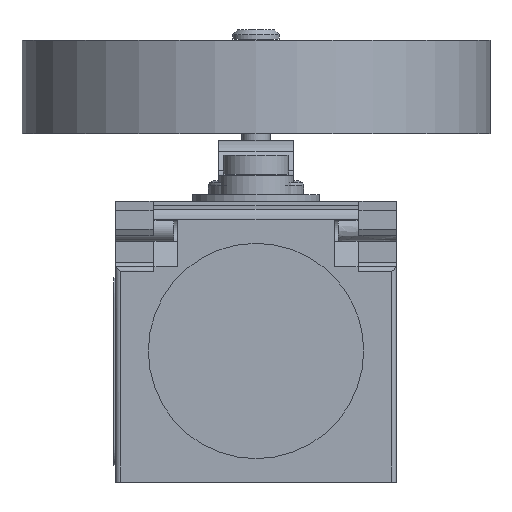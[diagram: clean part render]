
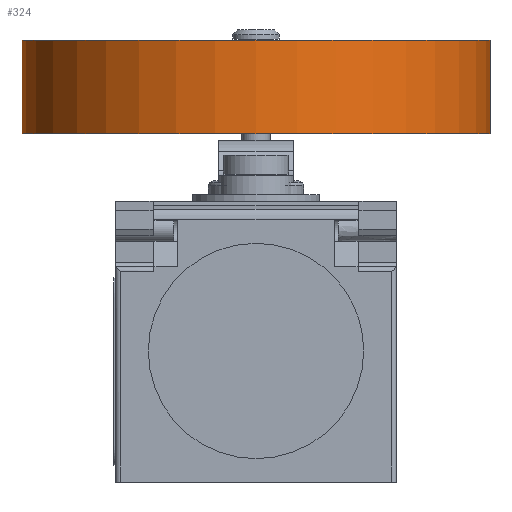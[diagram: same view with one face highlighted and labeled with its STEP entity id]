
A CAD part, front view. The second image highlights one B-rep face of the part: STEP entity #324.
In plain terms, the highlighted cylindrical face has radius 25 mm (diameter 50 mm), a partial arc.
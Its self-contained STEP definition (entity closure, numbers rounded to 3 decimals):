
#283=CARTESIAN_POINT('',(15.,101.327,42.2));
#284=DIRECTION('',(0.,0.,-1.0));
#285=DIRECTION('',(-1.0,0.0,0.0));
#286=AXIS2_PLACEMENT_3D('',#283,#284,#285);
#287=CYLINDRICAL_SURFACE('',#286,25.0);
#288=CARTESIAN_POINT('',(-10.,101.327,37.2));
#289=VERTEX_POINT('',#288);
#290=CARTESIAN_POINT('',(-10.,101.327,47.2));
#291=VERTEX_POINT('',#290);
#292=CARTESIAN_POINT('',(-10.,101.327,37.2));
#293=DIRECTION('',(0.0,0.0,1.0));
#294=VECTOR('',#293,10.);
#295=LINE('',#292,#294);
#296=EDGE_CURVE('',#289,#291,#295,.T.);
#297=ORIENTED_EDGE('',*,*,#296,.F.);
#298=CARTESIAN_POINT('',(40.,101.327,37.2));
#299=VERTEX_POINT('',#298);
#300=CARTESIAN_POINT('',(15.,101.327,37.2));
#301=DIRECTION('',(0.0,0.0,-1.0));
#302=DIRECTION('',(-1.0,0.0,0.0));
#303=AXIS2_PLACEMENT_3D('',#300,#301,#302);
#304=CIRCLE('',#303,25.0);
#305=EDGE_CURVE('',#299,#289,#304,.T.);
#306=ORIENTED_EDGE('',*,*,#305,.F.);
#307=CARTESIAN_POINT('',(40.,101.327,47.2));
#308=VERTEX_POINT('',#307);
#309=CARTESIAN_POINT('',(40.,101.327,37.2));
#310=DIRECTION('',(0.0,0.0,1.0));
#311=VECTOR('',#310,10.0);
#312=LINE('',#309,#311);
#313=EDGE_CURVE('',#299,#308,#312,.T.);
#314=ORIENTED_EDGE('',*,*,#313,.T.);
#315=CARTESIAN_POINT('',(15.,101.327,47.2));
#316=DIRECTION('',(0.0,0.0,-1.0));
#317=DIRECTION('',(-1.0,0.0,0.0));
#318=AXIS2_PLACEMENT_3D('',#315,#316,#317);
#319=CIRCLE('',#318,25.0);
#320=EDGE_CURVE('',#308,#291,#319,.T.);
#321=ORIENTED_EDGE('',*,*,#320,.T.);
#322=EDGE_LOOP('',(#297,#306,#314,#321));
#323=FACE_OUTER_BOUND('',#322,.T.);
#324=ADVANCED_FACE('',(#323),#287,.T.);
